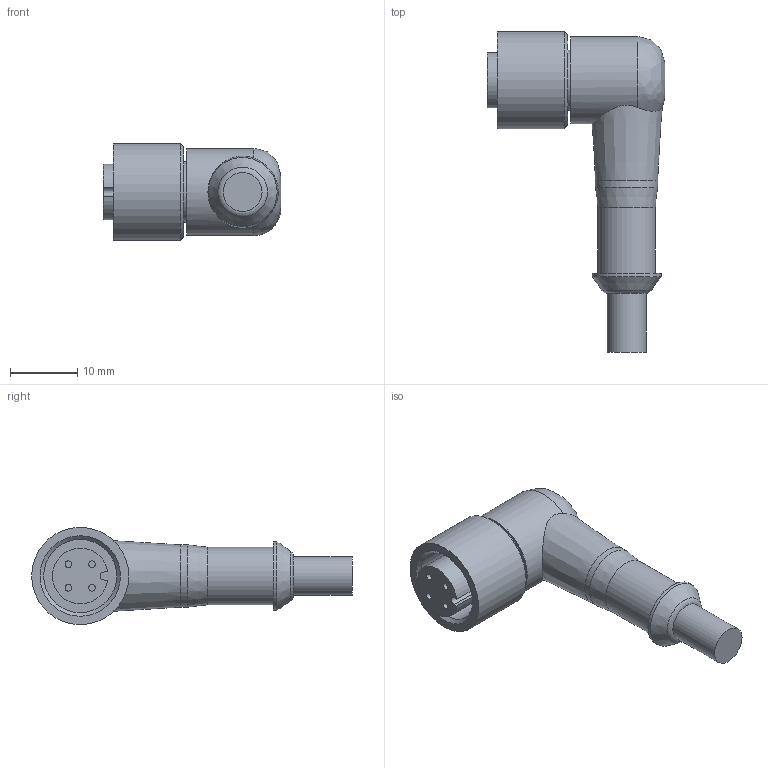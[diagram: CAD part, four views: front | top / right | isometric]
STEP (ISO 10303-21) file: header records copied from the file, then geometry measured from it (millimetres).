
FILE_DESCRIPTION( ( 'STEP AP214' ), '1' );
FILE_NAME( 'SICK DOL-1204-W05M-Order no.6009867.stp', '2021-03-17T21:56:03', ( 'License CC BY-ND 4.0' ), ( 'CADENAS' ), ' ', 'PARTsolutions', ' ' );
FILE_SCHEMA( ( 'AUTOMOTIVE_DESIGN { 1 0 10303 214 1 1 1 1 }' ) );
Length unit declared in the file: millimetre
Products named in the file (1): _SICK DOL-1204-W05M-Order no.6009867
Bounding box: 26.5 x 47.85 x 14.5 mm (x, y, z)
Volume: 5232.6 mm3; surface area: 2892.2 mm2
Topology: 1 solids, 1 shells, 35 faces, 63 edges, 39 vertices
Faces by surface type: plane 14, cylinder 14, cone 5, bspline 1, torus 1
Full cylindrical faces by diameter (mm): 1 x4, 5.8 x1, 8.6 x1, 9 x1, 9.3 x1, 10.3 x1, 10.917 x1, 14.5 x1
Entity records: 1149 total; most frequent: CARTESIAN_POINT 232, DIRECTION 142, ORIENTED_EDGE 84, AXIS2_PLACEMENT_3D 67, EDGE_LOOP 63, FACE_OUTER_BOUND 49, EDGE_CURVE 42, VERTEX_POINT 37
